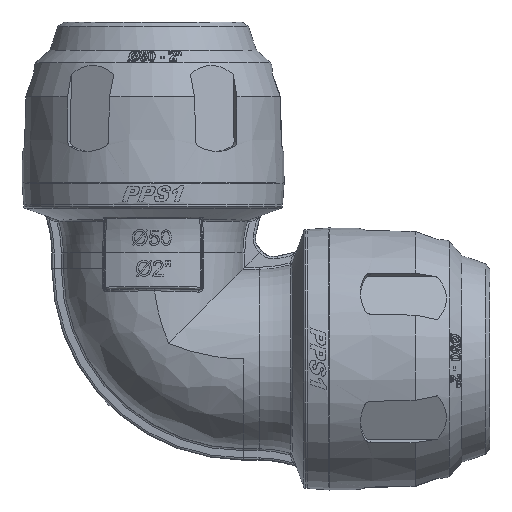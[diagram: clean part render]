
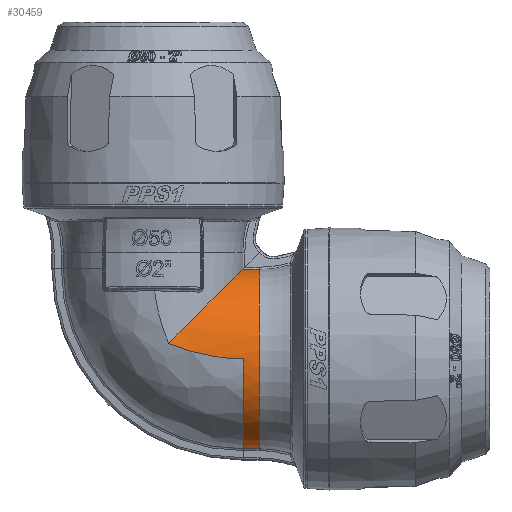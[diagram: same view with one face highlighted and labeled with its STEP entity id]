
A CAD part, top view. The second image highlights one B-rep face of the part: STEP entity #30459.
In plain terms, the highlighted cylindrical face has radius 28.97 mm (diameter 57.941 mm), a partial arc.
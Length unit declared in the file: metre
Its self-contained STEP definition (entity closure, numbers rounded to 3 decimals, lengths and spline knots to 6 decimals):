
#1422=ELLIPSE('',#32325,0.04097,0.02897);
#1945=CIRCLE('',#32324,0.02897);
#1946=CIRCLE('',#32326,0.02897);
#2643=FACE_OUTER_BOUND('',#4418,.T.);
#4418=EDGE_LOOP('',(#21971,#21972,#21973,#21974,#21975,#21976));
#7443=B_SPLINE_CURVE_WITH_KNOTS('',3,(#61852,#61853,#61854,#61855,#61856,
#61857,#61858,#61859),.UNSPECIFIED.,.F.,.F.,(4,2,2,4),(-2.666867,
-2.404873,0.,0.084481),.UNSPECIFIED.);
#8532=LINE('',#61848,#10183);
#8533=LINE('',#61862,#10184);
#10183=VECTOR('',#34956,1.);
#10184=VECTOR('',#34961,1.);
#13225=VERTEX_POINT('',#58486);
#13479=VERTEX_POINT('',#61845);
#13480=VERTEX_POINT('',#61846);
#13481=VERTEX_POINT('',#61849);
#13482=VERTEX_POINT('',#61851);
#13483=VERTEX_POINT('',#61860);
#16875=EDGE_CURVE('',#13479,#13480,#1945,.T.);
#16876=EDGE_CURVE('',#13480,#13225,#8532,.T.);
#16877=EDGE_CURVE('',#13481,#13225,#1422,.T.);
#16878=EDGE_CURVE('',#13481,#13482,#7443,.T.);
#16879=EDGE_CURVE('',#13483,#13482,#1946,.T.);
#16880=EDGE_CURVE('',#13483,#13479,#8533,.T.);
#21971=ORIENTED_EDGE('',*,*,#16875,.T.);
#21972=ORIENTED_EDGE('',*,*,#16876,.T.);
#21973=ORIENTED_EDGE('',*,*,#16877,.F.);
#21974=ORIENTED_EDGE('',*,*,#16878,.T.);
#21975=ORIENTED_EDGE('',*,*,#16879,.F.);
#21976=ORIENTED_EDGE('',*,*,#16880,.T.);
#28221=CYLINDRICAL_SURFACE('',#32323,0.02897);
#30459=ADVANCED_FACE('',(#2643),#28221,.T.);
#32323=AXIS2_PLACEMENT_3D('',#61844,#34952,#34953);
#32324=AXIS2_PLACEMENT_3D('',#61847,#34954,#34955);
#32325=AXIS2_PLACEMENT_3D('',#61850,#34957,#34958);
#32326=AXIS2_PLACEMENT_3D('',#61861,#34959,#34960);
#34952=DIRECTION('center_axis',(1.,0.,0.));
#34953=DIRECTION('ref_axis',(0.,-1.,0.));
#34954=DIRECTION('center_axis',(-1.,0.,0.));
#34955=DIRECTION('ref_axis',(0.,-1.,0.));
#34956=DIRECTION('',(-1.,0.,0.));
#34957=DIRECTION('center_axis',(-0.707,0.707,0.));
#34958=DIRECTION('ref_axis',(0.707,0.707,0.));
#34959=DIRECTION('center_axis',(-1.,0.,0.));
#34960=DIRECTION('ref_axis',(0.,-1.,0.));
#34961=DIRECTION('',(1.,0.,0.));
#58486=CARTESIAN_POINT('',(-0.729498,8.148057,0.002237));
#61844=CARTESIAN_POINT('Origin',(-0.788746,8.119329,-0.0015));
#61845=CARTESIAN_POINT('',(-0.724256,8.090601,0.002237));
#61846=CARTESIAN_POINT('',(-0.724256,8.148057,0.002237));
#61847=CARTESIAN_POINT('Origin',(-0.724256,8.119329,-0.0015));
#61848=CARTESIAN_POINT('',(-0.788746,8.148057,0.002237));
#61849=CARTESIAN_POINT('',(-0.753256,8.1243,0.027041));
#61850=CARTESIAN_POINT('Origin',(-0.758226,8.119329,-0.0015));
#61851=CARTESIAN_POINT('',(-0.729256,8.119329,0.02747));
#61852=CARTESIAN_POINT('Ctrl Pts',(-0.753256,8.1243,
0.027041));
#61853=CARTESIAN_POINT('Ctrl Pts',(-0.752609,8.124032,
0.027087));
#61854=CARTESIAN_POINT('Ctrl Pts',(-0.751956,8.123772,
0.027129));
#61855=CARTESIAN_POINT('Ctrl Pts',(-0.745246,8.121219,
0.027502));
#61856=CARTESIAN_POINT('Ctrl Pts',(-0.738116,8.119452,
0.02747));
#61857=CARTESIAN_POINT('Ctrl Pts',(-0.729819,8.119331,
0.02747));
#61858=CARTESIAN_POINT('Ctrl Pts',(-0.729538,8.119329,
0.02747));
#61859=CARTESIAN_POINT('Ctrl Pts',(-0.729256,8.119329,
0.02747));
#61860=CARTESIAN_POINT('',(-0.729256,8.090601,0.002237));
#61861=CARTESIAN_POINT('Origin',(-0.729256,8.119329,-0.0015));
#61862=CARTESIAN_POINT('',(-0.788746,8.090601,0.002237));
